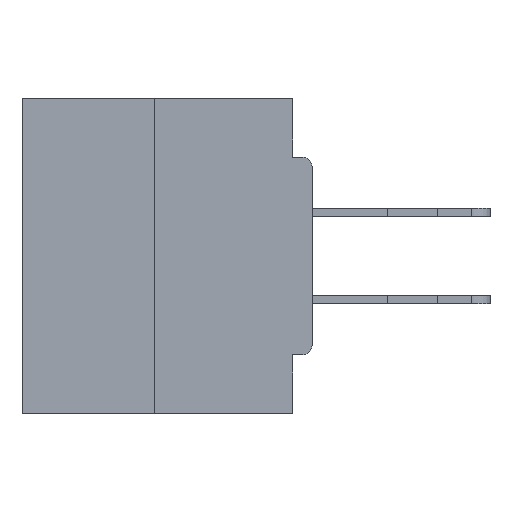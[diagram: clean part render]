
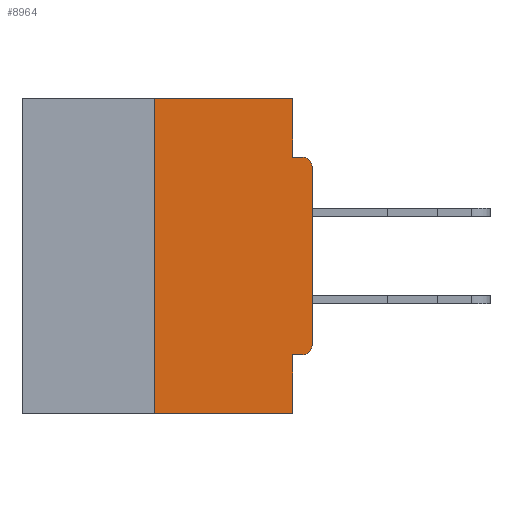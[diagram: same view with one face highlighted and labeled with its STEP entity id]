
A CAD part, left-side view. The second image highlights one B-rep face of the part: STEP entity #8964.
In plain terms, the highlighted planar face has unit normal (-1, 0, 0).
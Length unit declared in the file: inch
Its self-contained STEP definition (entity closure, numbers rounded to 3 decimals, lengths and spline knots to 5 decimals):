
#68 = DIRECTION ( 'NONE',  ( 0., -1., 0. ) ) ;
#488 = CARTESIAN_POINT ( 'NONE',  ( 0., 0.031, -0.4065 ) ) ;
#823 = DIRECTION ( 'NONE',  ( 0., 0., 1. ) ) ;
#1759 = DIRECTION ( 'NONE',  ( 0., 0., -1. ) ) ;
#1878 = VERTEX_POINT ( 'NONE', #13254 ) ;
#3301 = EDGE_CURVE ( 'NONE', #17763, #8677, #18650, .T. ) ;
#3388 = CARTESIAN_POINT ( 'NONE',  ( 0., 0.25, 0. ) ) ;
#3500 = LINE ( 'NONE', #6887, #4669 ) ;
#3513 = ORIENTED_EDGE ( 'NONE', *, *, #23316, .T. ) ;
#3632 = CARTESIAN_POINT ( 'NONE',  ( 0., 0., -0.3915 ) ) ;
#3856 = VECTOR ( 'NONE', #24139, 39.37008 ) ;
#3985 = CARTESIAN_POINT ( 'NONE',  ( 0., 0., -0.4065 ) ) ;
#4455 = DIRECTION ( 'NONE',  ( 0., 0., -1. ) ) ;
#4669 = VECTOR ( 'NONE', #17091, 39.37008 ) ;
#4976 = ORIENTED_EDGE ( 'NONE', *, *, #31901, .F. ) ;
#6339 = VERTEX_POINT ( 'NONE', #8948 ) ;
#6639 = ORIENTED_EDGE ( 'NONE', *, *, #12502, .F. ) ;
#6887 = CARTESIAN_POINT ( 'NONE',  ( 0., 0.031, -0.5 ) ) ;
#7093 = VERTEX_POINT ( 'NONE', #14750 ) ;
#7214 = CARTESIAN_POINT ( 'NONE',  ( 0., 0.015, -0.3915 ) ) ;
#7516 = EDGE_LOOP ( 'NONE', ( #11394, #11838, #19818, #15213, #6639, #27765, #3513, #17363, #4976, #24947 ) ) ;
#7920 = VECTOR ( 'NONE', #16363, 39.37008 ) ;
#8592 = VECTOR ( 'NONE', #8936, 39.37008 ) ;
#8677 = VERTEX_POINT ( 'NONE', #20533 ) ;
#8936 = DIRECTION ( 'NONE',  ( 0., 0., 1. ) ) ;
#8948 = CARTESIAN_POINT ( 'NONE',  ( 0., 0.015, -0.4065 ) ) ;
#8964 = ADVANCED_FACE ( 'NONE', ( #20655 ), #24650, .F. ) ;
#9412 = DIRECTION ( 'NONE',  ( 1., 0., 0. ) ) ;
#9457 = EDGE_CURVE ( 'NONE', #12657, #16304, #26614, .T. ) ;
#10255 = EDGE_CURVE ( 'NONE', #13662, #16304, #3500, .T. ) ;
#11394 = ORIENTED_EDGE ( 'NONE', *, *, #17615, .F. ) ;
#11838 = ORIENTED_EDGE ( 'NONE', *, *, #26020, .F. ) ;
#12163 = AXIS2_PLACEMENT_3D ( 'NONE', #7214, #32803, #32471 ) ;
#12172 = LINE ( 'NONE', #23931, #3856 ) ;
#12502 = EDGE_CURVE ( 'NONE', #6339, #13662, #31253, .T. ) ;
#12657 = VERTEX_POINT ( 'NONE', #30210 ) ;
#13254 = CARTESIAN_POINT ( 'NONE',  ( 0., 0.015, -0.0935 ) ) ;
#13662 = VERTEX_POINT ( 'NONE', #488 ) ;
#13934 = VERTEX_POINT ( 'NONE', #3632 ) ;
#13999 = LINE ( 'NONE', #3388, #14375 ) ;
#14021 = CARTESIAN_POINT ( 'NONE',  ( 0., 0., 0. ) ) ;
#14375 = VECTOR ( 'NONE', #823, 39.37008 ) ;
#14750 = CARTESIAN_POINT ( 'NONE',  ( 0., 0., -0.1085 ) ) ;
#15213 = ORIENTED_EDGE ( 'NONE', *, *, #10255, .F. ) ;
#16304 = VERTEX_POINT ( 'NONE', #29048 ) ;
#16363 = DIRECTION ( 'NONE',  ( 0., -1., 0. ) ) ;
#16728 = DIRECTION ( 'NONE',  ( 0., 1., 0. ) ) ;
#17091 = DIRECTION ( 'NONE',  ( 0., 0., -1. ) ) ;
#17363 = ORIENTED_EDGE ( 'NONE', *, *, #24128, .T. ) ;
#17615 = EDGE_CURVE ( 'NONE', #19378, #17763, #12172, .T. ) ;
#17763 = VERTEX_POINT ( 'NONE', #31838 ) ;
#18650 = LINE ( 'NONE', #23457, #19830 ) ;
#19292 = CIRCLE ( 'NONE', #32188, 0.015 ) ;
#19317 = CIRCLE ( 'NONE', #12163, 0.015 ) ;
#19378 = VERTEX_POINT ( 'NONE', #29049 ) ;
#19638 = DIRECTION ( 'NONE',  ( -1., 0., 0. ) ) ;
#19818 = ORIENTED_EDGE ( 'NONE', *, *, #9457, .T. ) ;
#19830 = VECTOR ( 'NONE', #28547, 39.37008 ) ;
#19855 = CARTESIAN_POINT ( 'NONE',  ( 0., 0.015, -0.1085 ) ) ;
#20533 = CARTESIAN_POINT ( 'NONE',  ( 0., 0.031, -0.0935 ) ) ;
#20655 = FACE_OUTER_BOUND ( 'NONE', #7516, .T. ) ;
#21295 = LINE ( 'NONE', #14021, #8592 ) ;
#22794 = AXIS2_PLACEMENT_3D ( 'NONE', #27102, #9412, #1759 ) ;
#23316 = EDGE_CURVE ( 'NONE', #13934, #7093, #21295, .T. ) ;
#23457 = CARTESIAN_POINT ( 'NONE',  ( 0., 0.031, 0. ) ) ;
#23534 = CARTESIAN_POINT ( 'NONE',  ( 0., 0.46, -0.5 ) ) ;
#23931 = CARTESIAN_POINT ( 'NONE',  ( 0., 0.46, 0. ) ) ;
#24044 = VECTOR ( 'NONE', #16728, 39.37008 ) ;
#24128 = EDGE_CURVE ( 'NONE', #7093, #1878, #19292, .T. ) ;
#24139 = DIRECTION ( 'NONE',  ( 0., -1., 0. ) ) ;
#24650 = PLANE ( 'NONE',  #22794 ) ;
#24947 = ORIENTED_EDGE ( 'NONE', *, *, #3301, .F. ) ;
#26020 = EDGE_CURVE ( 'NONE', #12657, #19378, #13999, .T. ) ;
#26614 = LINE ( 'NONE', #23534, #7920 ) ;
#27047 = EDGE_CURVE ( 'NONE', #6339, #13934, #19317, .T. ) ;
#27102 = CARTESIAN_POINT ( 'NONE',  ( 0., 0.46, 0. ) ) ;
#27765 = ORIENTED_EDGE ( 'NONE', *, *, #27047, .T. ) ;
#28214 = CARTESIAN_POINT ( 'NONE',  ( 0., 0., -0.0935 ) ) ;
#28547 = DIRECTION ( 'NONE',  ( 0., 0., -1. ) ) ;
#29048 = CARTESIAN_POINT ( 'NONE',  ( 0., 0.031, -0.5 ) ) ;
#29049 = CARTESIAN_POINT ( 'NONE',  ( 0., 0.25, 0. ) ) ;
#30168 = VECTOR ( 'NONE', #68, 39.37008 ) ;
#30210 = CARTESIAN_POINT ( 'NONE',  ( 0., 0.25, -0.5 ) ) ;
#30552 = LINE ( 'NONE', #28214, #30168 ) ;
#31253 = LINE ( 'NONE', #3985, #24044 ) ;
#31838 = CARTESIAN_POINT ( 'NONE',  ( 0., 0.031, 0. ) ) ;
#31901 = EDGE_CURVE ( 'NONE', #8677, #1878, #30552, .T. ) ;
#32188 = AXIS2_PLACEMENT_3D ( 'NONE', #19855, #19638, #4455 ) ;
#32471 = DIRECTION ( 'NONE',  ( 0., 0., -1. ) ) ;
#32803 = DIRECTION ( 'NONE',  ( -1., 0., 0. ) ) ;
